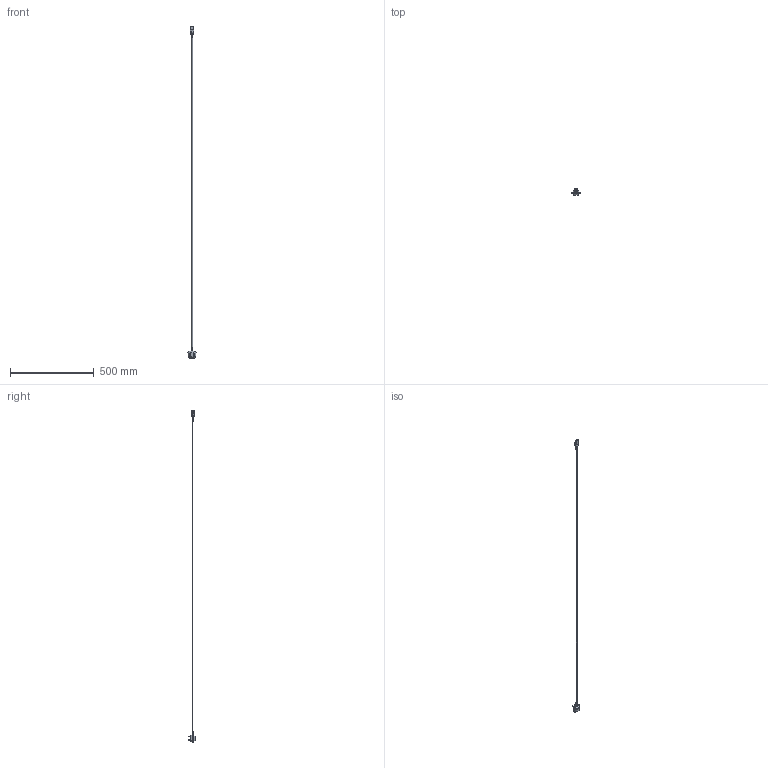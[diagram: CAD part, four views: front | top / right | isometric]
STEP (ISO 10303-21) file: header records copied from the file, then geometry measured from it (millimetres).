
FILE_DESCRIPTION (( 'STEP AP203' ), '1' );
FILE_NAME ('1270-Z1P-A.STEP', '2013-09-25T14:03:26', ( 'The M瞁潎in' ), ( '' ), 'SwSTEP 2.0', 'SolidWorks 2013', '' );
FILE_SCHEMA (( 'CONFIG_CONTROL_DESIGN' ));
Length unit declared in the file: millimetre
Products named in the file (3): 1270-Z1P-A Power Plug UK; 1270-Z1P-A
Assembly tree (2 placements, depth 2):
  1270-Z1P-A
    1270-Z1P-A Power Plug UK
    1270-Z1P-A
Bounding box: 48.32 x 41 x 1978.2 mm (x, y, z)
Volume: 106247.6 mm3; surface area: 49763.4 mm2
Topology: 2 solids, 2 shells, 302 faces, 822 edges, 520 vertices
Faces by surface type: plane 134, cylinder 90, bspline 70, torus 8
Entity records: 21395 total; most frequent: CARTESIAN_POINT 14156, ORIENTED_EDGE 1640, DIRECTION 1163, EDGE_CURVE 820, VERTEX_POINT 520, AXIS2_PLACEMENT_3D 397, VECTOR 369, LINE 369
